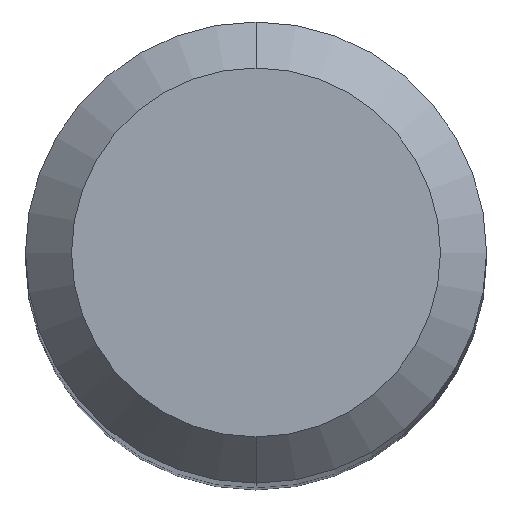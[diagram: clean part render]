
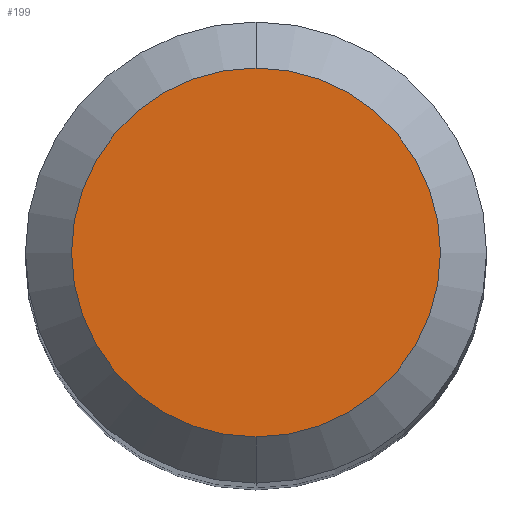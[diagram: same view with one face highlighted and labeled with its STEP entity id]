
A CAD part, top view. The second image highlights one B-rep face of the part: STEP entity #199.
In plain terms, the highlighted planar face has unit normal (0, 0, 1).
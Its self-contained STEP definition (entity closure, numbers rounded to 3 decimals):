
#28 = EDGE_LOOP ( 'NONE', ( #176, #206 ) ) ;
#54 = CIRCLE ( 'NONE', #287, 4. ) ;
#109 = CIRCLE ( 'NONE', #280, 4. ) ;
#111 = DIRECTION ( 'NONE',  ( 0., 0., -1. ) ) ;
#119 = EDGE_CURVE ( 'NONE', #219, #132, #109, .T. ) ;
#127 = CARTESIAN_POINT ( 'NONE',  ( 0., 0., 89. ) ) ;
#129 = DIRECTION ( 'NONE',  ( 0., 1., 0. ) ) ;
#131 = CARTESIAN_POINT ( 'NONE',  ( 0., 0., 89. ) ) ;
#132 = VERTEX_POINT ( 'NONE', #253 ) ;
#143 = DIRECTION ( 'NONE',  ( 0., 1., 0. ) ) ;
#152 = DIRECTION ( 'NONE',  ( 0., 1., 0. ) ) ;
#154 = PLANE ( 'NONE',  #224 ) ;
#176 = ORIENTED_EDGE ( 'NONE', *, *, #119, .F. ) ;
#190 = EDGE_CURVE ( 'NONE', #132, #219, #54, .T. ) ;
#199 = ADVANCED_FACE ( 'NONE', ( #204 ), #154, .F. ) ;
#204 = FACE_OUTER_BOUND ( 'NONE', #28, .T. ) ;
#206 = ORIENTED_EDGE ( 'NONE', *, *, #190, .F. ) ;
#219 = VERTEX_POINT ( 'NONE', #317 ) ;
#224 = AXIS2_PLACEMENT_3D ( 'NONE', #242, #311, #152 ) ;
#242 = CARTESIAN_POINT ( 'NONE',  ( 0., 0., 89. ) ) ;
#253 = CARTESIAN_POINT ( 'NONE',  ( 0., -4., 89. ) ) ;
#258 = DIRECTION ( 'NONE',  ( 0., 0., -1. ) ) ;
#280 = AXIS2_PLACEMENT_3D ( 'NONE', #131, #258, #143 ) ;
#287 = AXIS2_PLACEMENT_3D ( 'NONE', #127, #111, #129 ) ;
#311 = DIRECTION ( 'NONE',  ( 0., 0., -1. ) ) ;
#317 = CARTESIAN_POINT ( 'NONE',  ( 0., 4., 89. ) ) ;
